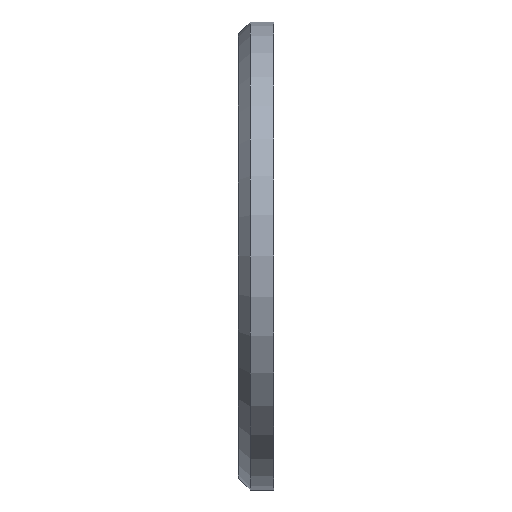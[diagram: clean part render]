
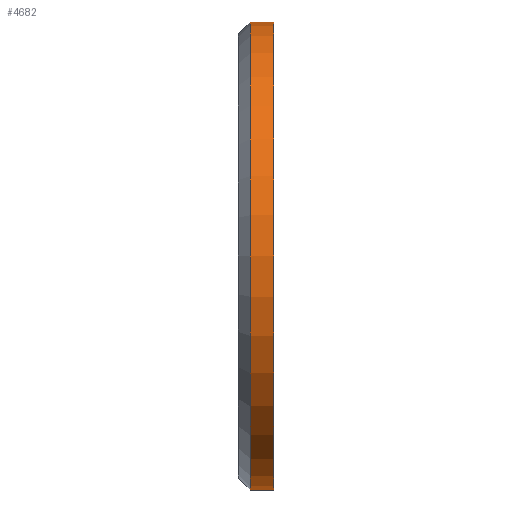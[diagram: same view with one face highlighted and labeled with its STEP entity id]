
A CAD part, left-side view. The second image highlights one B-rep face of the part: STEP entity #4682.
In plain terms, the highlighted cylindrical face has radius 20 mm (diameter 40 mm), a partial arc.
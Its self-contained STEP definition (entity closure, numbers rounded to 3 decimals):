
#252 = CIRCLE ( 'NONE', #6694, 20. ) ;
#859 = DIRECTION ( 'NONE',  ( 0., 0., 1. ) ) ;
#913 = ORIENTED_EDGE ( 'NONE', *, *, #8247, .T. ) ;
#1220 = DIRECTION ( 'NONE',  ( 0., -1., 0. ) ) ;
#1716 = VECTOR ( 'NONE', #1220, 1000. ) ;
#2238 = FACE_OUTER_BOUND ( 'NONE', #5952, .T. ) ;
#2264 = CARTESIAN_POINT ( 'NONE',  ( 0., 3., 20. ) ) ;
#2394 = DIRECTION ( 'NONE',  ( 0., 0., -1. ) ) ;
#2734 = CYLINDRICAL_SURFACE ( 'NONE', #2985, 20. ) ;
#2985 = AXIS2_PLACEMENT_3D ( 'NONE', #6733, #4585, #2394 ) ;
#4017 = ORIENTED_EDGE ( 'NONE', *, *, #11568, .T. ) ;
#4108 = VERTEX_POINT ( 'NONE', #11941 ) ;
#4585 = DIRECTION ( 'NONE',  ( 0., -1., 0. ) ) ;
#4682 = ADVANCED_FACE ( 'NONE', ( #2238 ), #2734, .T. ) ;
#5217 = VERTEX_POINT ( 'NONE', #6935 ) ;
#5375 = VECTOR ( 'NONE', #9614, 1000. ) ;
#5434 = EDGE_CURVE ( 'NONE', #5217, #4108, #6909, .T. ) ;
#5882 = VERTEX_POINT ( 'NONE', #9190 ) ;
#5952 = EDGE_LOOP ( 'NONE', ( #13633, #8682, #913, #4017 ) ) ;
#6346 = DIRECTION ( 'NONE',  ( 0., -1., 0. ) ) ;
#6547 = CIRCLE ( 'NONE', #8763, 20. ) ;
#6694 = AXIS2_PLACEMENT_3D ( 'NONE', #9339, #13654, #13560 ) ;
#6733 = CARTESIAN_POINT ( 'NONE',  ( 0., 3., 0. ) ) ;
#6909 = LINE ( 'NONE', #2264, #1716 ) ;
#6935 = CARTESIAN_POINT ( 'NONE',  ( 0., 2., 20. ) ) ;
#7857 = EDGE_CURVE ( 'NONE', #5217, #5882, #6547, .T. ) ;
#8247 = EDGE_CURVE ( 'NONE', #5882, #9002, #11050, .T. ) ;
#8515 = CARTESIAN_POINT ( 'NONE',  ( 0., 0., -20. ) ) ;
#8521 = CARTESIAN_POINT ( 'NONE',  ( 0., 2., 0. ) ) ;
#8682 = ORIENTED_EDGE ( 'NONE', *, *, #7857, .T. ) ;
#8763 = AXIS2_PLACEMENT_3D ( 'NONE', #8521, #6346, #859 ) ;
#9002 = VERTEX_POINT ( 'NONE', #8515 ) ;
#9190 = CARTESIAN_POINT ( 'NONE',  ( 0., 2., -20. ) ) ;
#9339 = CARTESIAN_POINT ( 'NONE',  ( 0., 0., 0. ) ) ;
#9614 = DIRECTION ( 'NONE',  ( 0., -1., 0. ) ) ;
#10730 = CARTESIAN_POINT ( 'NONE',  ( 0., 3., -20. ) ) ;
#11050 = LINE ( 'NONE', #10730, #5375 ) ;
#11568 = EDGE_CURVE ( 'NONE', #9002, #4108, #252, .T. ) ;
#11941 = CARTESIAN_POINT ( 'NONE',  ( 0., 0., 20. ) ) ;
#13560 = DIRECTION ( 'NONE',  ( 0., 0., 1. ) ) ;
#13633 = ORIENTED_EDGE ( 'NONE', *, *, #5434, .F. ) ;
#13654 = DIRECTION ( 'NONE',  ( 0., 1., 0. ) ) ;
